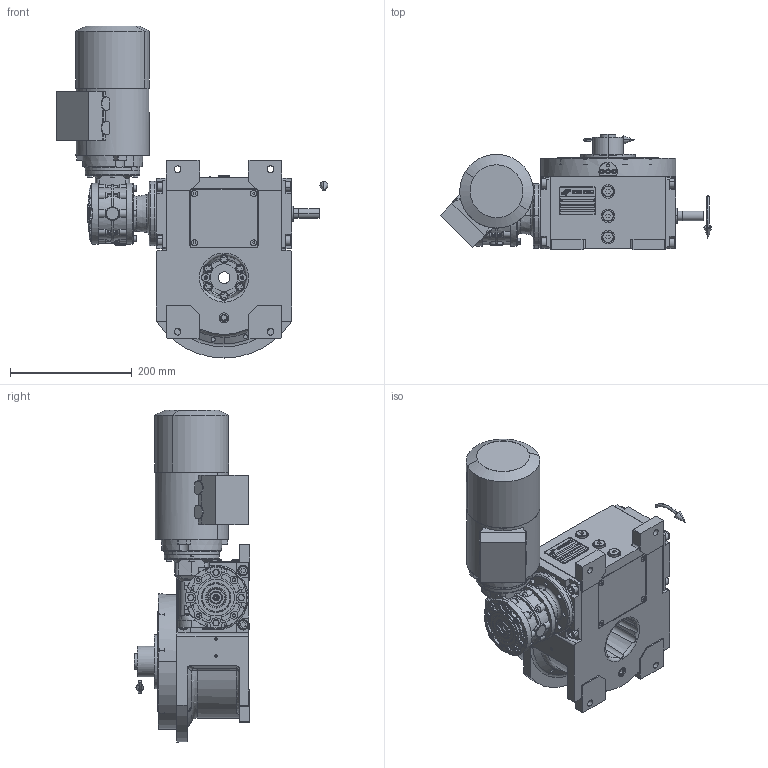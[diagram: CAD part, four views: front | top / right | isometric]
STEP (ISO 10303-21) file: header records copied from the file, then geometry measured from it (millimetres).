
FILE_DESCRIPTION (( 'STEP AP203' ), '1' );
FILE_NAME ('PC5201777.step', '2026-01-16T09:06:58', ( '' ), ( '' ), 'SwSTEP 2.0', 'SolidWorks 2020', '' );
FILE_SCHEMA (( 'CONFIG_CONTROL_DESIGN' ));
Length unit declared in the file: millimetre
Products named in the file (84): cfn2000_01_103; cfn2000_01_124; cfn2003_01_054; cfn2000_01_126; AS_rig06_016; cfn2115_02_178; 900_38_30_003; CFN2010_01_012^rig06_071_06_m_asm(2)_rig06_071_06_m_asm.stp; freccia_angolare_albero; AS_cfn2476_01_002_60x46; CFN2203_02_001^rig06_071_06_m_asm(2)_rig06_071_06_m_asm.stp; cfn2151_01_109; cfn2107_01_001; RIG06_005_ASM^rig06_071_06_m_asm(2)_rig06_071_06_m_asm.stp; cfn2158_01_011; CFN2010_02_002^rig06_071_06_m_asm(2)_rig06_071_06_m_asm.stp; cfn2155_01_056; CFN2223_01-570X6-B^rig06_071_06_m_asm(2)_rig06_071_06_m_asm.stp; cfn2205_01_013; cfn2104_01_004; CFN2000_01_185^RIG06_005_ASM_rig06_071_06_m_asm(2)_rig06_071_06_m_asm.stp; BM63B14; cfn2104_01_016; cfn2000_01_161; cfn2115_02_165; AS_rig06_071_6_m; CFN2356_03_047^rig06_071_06_m_asm(2)_rig06_071_06_m_asm.stp; RMI40_F1_DX_63B14; AS_900_38_30_003; rig06_016; CFN2104_02_017^RIG06_005_ASM_rig06_071_06_m_asm(2)_rig06_071_06_m_asm.stp; olio_agip_blasia_150; rig06_002_bl_022; cfn2128_04_004; cfn2077_01_018; AS_rig06_014; RIG06_021_AF0^RIG06_005_ASM_rig06_071_06_m_asm(2)_rig06_071_06_m_asm.stp; cfn2128_19_002; AS_rig06_004; rig06_004 ...
Assembly tree (76 placements, depth 5):
  CFN2010_01_012^rig06_071_06_m_asm(2)_rig06_071_06_m_asm.stp
  CFN2203_02_001^rig06_071_06_m_asm(2)_rig06_071_06_m_asm.stp
  cfn2151_01_109
  CFN2223_01-570X6-B^rig06_071_06_m_asm(2)_rig06_071_06_m_asm.stp
  cfn2205_01_013
Bounding box: 446.13 x 190 x 544.99 mm (x, y, z)
Volume: 5731516 mm3; surface area: 1054946.9 mm2
Topology: 67 solids, 67 shells, 3415 faces, 8642 edges, 5531 vertices
Faces by surface type: plane 1573, cylinder 1178, cone 484, torus 151, bspline 23, sphere 6
Entity records: 119790 total; most frequent: CARTESIAN_POINT 30759, DIRECTION 17077, ORIENTED_EDGE 16504, EDGE_CURVE 8252, AXIS2_PLACEMENT_3D 6244, VERTEX_POINT 5350, LINE 4589, VECTOR 4589
